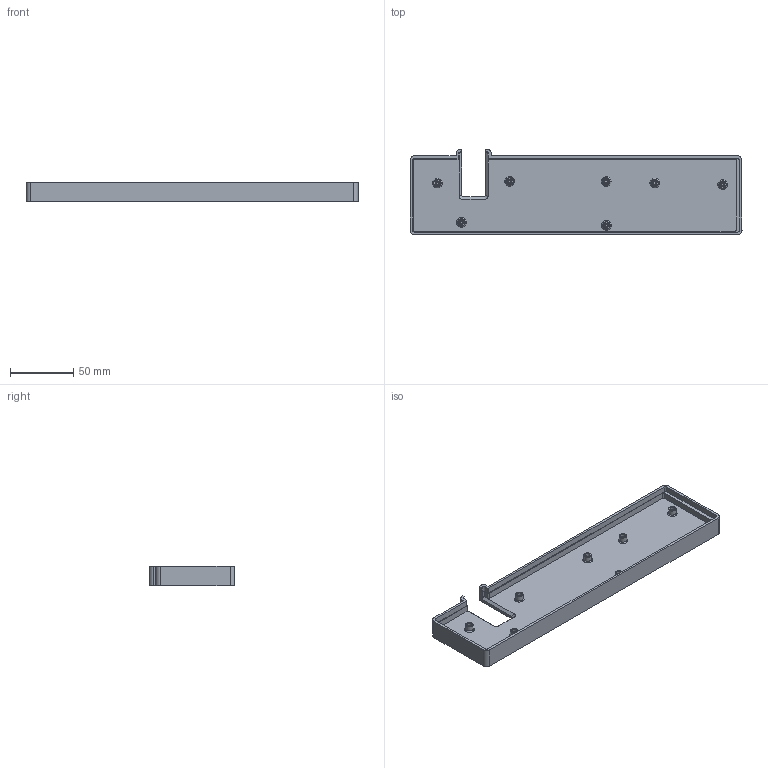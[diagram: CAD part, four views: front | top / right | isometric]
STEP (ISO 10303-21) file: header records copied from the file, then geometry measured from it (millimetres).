
FILE_DESCRIPTION(/* description */ (''),/* implementation_level */ '2;1');
FILE_NAME(/* name */ 'Case.step',/* time_stamp */ '2022-11-18T21:01:57+02:00',/* author */ (''),/* organization */ (''),/* preprocessor_version */ 'ST-DEVELOPER v19.2',/* originating_system */ 'Autodesk Translation Framework v11.17.0.187',/* authorisation */ '');
FILE_SCHEMA (('AUTOMOTIVE_DESIGN { 1 0 10303 214 3 1 1 }'));
Length unit declared in the file: millimetre
Products named in the file (1): PRKL30_LoPro_case
Bounding box: 261.85 x 67.23 x 15.7 mm (x, y, z)
Volume: 106130.6 mm3; surface area: 50305.4 mm2
Topology: 1 solids, 1 shells, 266 faces, 657 edges, 432 vertices
Faces by surface type: plane 117, bspline 75, cylinder 56, cone 18
Full cylindrical faces by diameter (mm): 2.15 x7, 3.6 x7, 5.2 x5, 6 x7, 8.2 x4
Entity records: 8626 total; most frequent: CARTESIAN_POINT 2671, ORIENTED_EDGE 1314, DIRECTION 1021, EDGE_CURVE 657, VERTEX_POINT 432, LINE 369, VECTOR 369, AXIS2_PLACEMENT_3D 326
